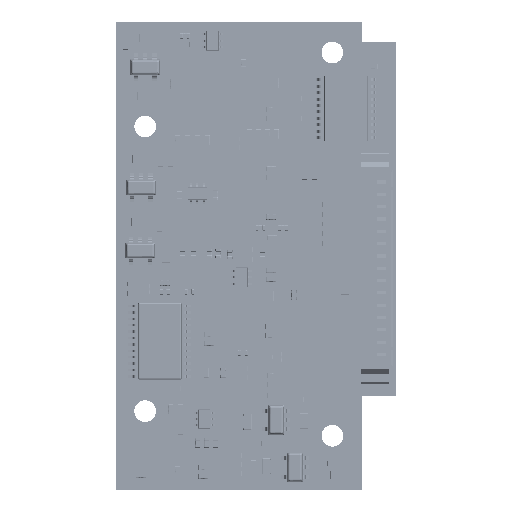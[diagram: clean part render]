
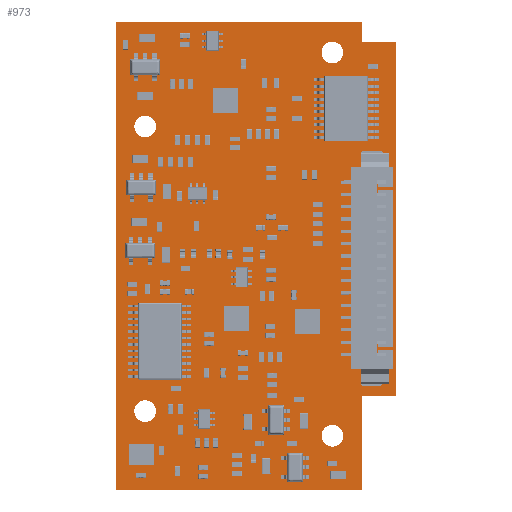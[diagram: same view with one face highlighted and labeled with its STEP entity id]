
A CAD part, top view. The second image highlights one B-rep face of the part: STEP entity #973.
In plain terms, the highlighted planar face has unit normal (0, 0, 1).
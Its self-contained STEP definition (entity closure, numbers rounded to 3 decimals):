
#572 = VERTEX_POINT('',#573);
#573 = CARTESIAN_POINT('',(-0.5,-0.5,1.632));
#579 = EDGE_CURVE('',#572,#580,#582,.T.);
#580 = VERTEX_POINT('',#581);
#581 = CARTESIAN_POINT('',(-0.5,47.,1.632));
#582 = LINE('',#583,#584);
#583 = CARTESIAN_POINT('',(-0.5,-0.5,1.632));
#584 = VECTOR('',#585,1.);
#585 = DIRECTION('',(0.,1.,0.));
#610 = EDGE_CURVE('',#580,#611,#613,.T.);
#611 = VERTEX_POINT('',#612);
#612 = CARTESIAN_POINT('',(24.5,47.,1.632));
#613 = LINE('',#614,#615);
#614 = CARTESIAN_POINT('',(-0.5,47.,1.632));
#615 = VECTOR('',#616,1.);
#616 = DIRECTION('',(1.,0.,0.));
#641 = EDGE_CURVE('',#611,#642,#644,.T.);
#642 = VERTEX_POINT('',#643);
#643 = CARTESIAN_POINT('',(24.5,45.,1.632));
#644 = LINE('',#645,#646);
#645 = CARTESIAN_POINT('',(24.5,47.,1.632));
#646 = VECTOR('',#647,1.);
#647 = DIRECTION('',(0.,-1.,0.));
#672 = EDGE_CURVE('',#642,#673,#675,.T.);
#673 = VERTEX_POINT('',#674);
#674 = CARTESIAN_POINT('',(28.,45.,1.632));
#675 = LINE('',#676,#677);
#676 = CARTESIAN_POINT('',(24.5,45.,1.632));
#677 = VECTOR('',#678,1.);
#678 = DIRECTION('',(1.,0.,0.));
#703 = EDGE_CURVE('',#673,#704,#706,.T.);
#704 = VERTEX_POINT('',#705);
#705 = CARTESIAN_POINT('',(28.,9.,1.632));
#706 = LINE('',#707,#708);
#707 = CARTESIAN_POINT('',(28.,45.,1.632));
#708 = VECTOR('',#709,1.);
#709 = DIRECTION('',(0.,-1.,0.));
#734 = EDGE_CURVE('',#704,#735,#737,.T.);
#735 = VERTEX_POINT('',#736);
#736 = CARTESIAN_POINT('',(24.5,9.,1.632));
#737 = LINE('',#738,#739);
#738 = CARTESIAN_POINT('',(28.,9.,1.632));
#739 = VECTOR('',#740,1.);
#740 = DIRECTION('',(-1.,0.,0.));
#765 = EDGE_CURVE('',#735,#766,#768,.T.);
#766 = VERTEX_POINT('',#767);
#767 = CARTESIAN_POINT('',(24.5,-0.5,1.632));
#768 = LINE('',#769,#770);
#769 = CARTESIAN_POINT('',(24.5,9.,1.632));
#770 = VECTOR('',#771,1.);
#771 = DIRECTION('',(0.,-1.,0.));
#796 = EDGE_CURVE('',#766,#572,#797,.T.);
#797 = LINE('',#798,#799);
#798 = CARTESIAN_POINT('',(24.5,-0.5,1.632));
#799 = VECTOR('',#800,1.);
#800 = DIRECTION('',(-1.,0.,0.));
#820 = VERTEX_POINT('',#821);
#821 = CARTESIAN_POINT('',(3.6,7.5,1.632));
#827 = EDGE_CURVE('',#820,#820,#828,.T.);
#828 = CIRCLE('',#829,1.1);
#829 = AXIS2_PLACEMENT_3D('',#830,#831,#832);
#830 = CARTESIAN_POINT('',(2.5,7.5,1.632));
#831 = DIRECTION('',(0.,0.,1.));
#832 = DIRECTION('',(1.,0.,-0.));
#853 = VERTEX_POINT('',#854);
#854 = CARTESIAN_POINT('',(3.6,36.4,1.632));
#860 = EDGE_CURVE('',#853,#853,#861,.T.);
#861 = CIRCLE('',#862,1.1);
#862 = AXIS2_PLACEMENT_3D('',#863,#864,#865);
#863 = CARTESIAN_POINT('',(2.5,36.4,1.632));
#864 = DIRECTION('',(0.,0.,1.));
#865 = DIRECTION('',(1.,0.,-0.));
#886 = VERTEX_POINT('',#887);
#887 = CARTESIAN_POINT('',(22.6,5.,1.632));
#893 = EDGE_CURVE('',#886,#886,#894,.T.);
#894 = CIRCLE('',#895,1.1);
#895 = AXIS2_PLACEMENT_3D('',#896,#897,#898);
#896 = CARTESIAN_POINT('',(21.5,5.,1.632));
#897 = DIRECTION('',(0.,0.,1.));
#898 = DIRECTION('',(1.,0.,-0.));
#919 = VERTEX_POINT('',#920);
#920 = CARTESIAN_POINT('',(22.6,43.9,1.632));
#926 = EDGE_CURVE('',#919,#919,#927,.T.);
#927 = CIRCLE('',#928,1.1);
#928 = AXIS2_PLACEMENT_3D('',#929,#930,#931);
#929 = CARTESIAN_POINT('',(21.5,43.9,1.632));
#930 = DIRECTION('',(0.,0.,1.));
#931 = DIRECTION('',(1.,0.,-0.));
#973 = ADVANCED_FACE('',(#974,#984,#987,#990,#993),#996,.F.);
#974 = FACE_BOUND('',#975,.F.);
#975 = EDGE_LOOP('',(#976,#977,#978,#979,#980,#981,#982,#983));
#976 = ORIENTED_EDGE('',*,*,#579,.T.);
#977 = ORIENTED_EDGE('',*,*,#610,.T.);
#978 = ORIENTED_EDGE('',*,*,#641,.T.);
#979 = ORIENTED_EDGE('',*,*,#672,.T.);
#980 = ORIENTED_EDGE('',*,*,#703,.T.);
#981 = ORIENTED_EDGE('',*,*,#734,.T.);
#982 = ORIENTED_EDGE('',*,*,#765,.T.);
#983 = ORIENTED_EDGE('',*,*,#796,.T.);
#984 = FACE_BOUND('',#985,.F.);
#985 = EDGE_LOOP('',(#986));
#986 = ORIENTED_EDGE('',*,*,#827,.T.);
#987 = FACE_BOUND('',#988,.F.);
#988 = EDGE_LOOP('',(#989));
#989 = ORIENTED_EDGE('',*,*,#860,.T.);
#990 = FACE_BOUND('',#991,.F.);
#991 = EDGE_LOOP('',(#992));
#992 = ORIENTED_EDGE('',*,*,#893,.T.);
#993 = FACE_BOUND('',#994,.F.);
#994 = EDGE_LOOP('',(#995));
#995 = ORIENTED_EDGE('',*,*,#926,.T.);
#996 = PLANE('',#997);
#997 = AXIS2_PLACEMENT_3D('',#998,#999,#1000);
#998 = CARTESIAN_POINT('',(13.485,23.423,1.632));
#999 = DIRECTION('',(-0.,-0.,-1.));
#1000 = DIRECTION('',(-1.,0.,0.));
